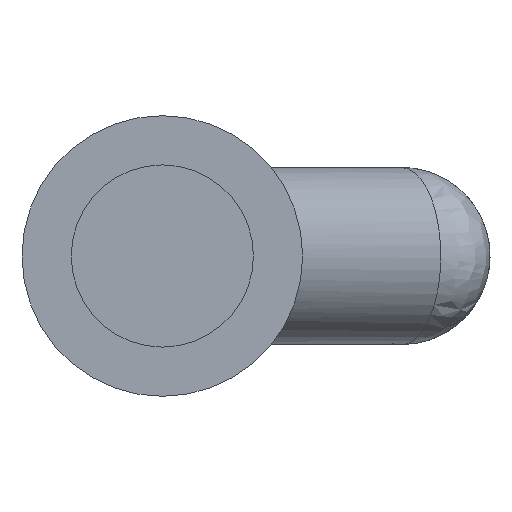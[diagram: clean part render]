
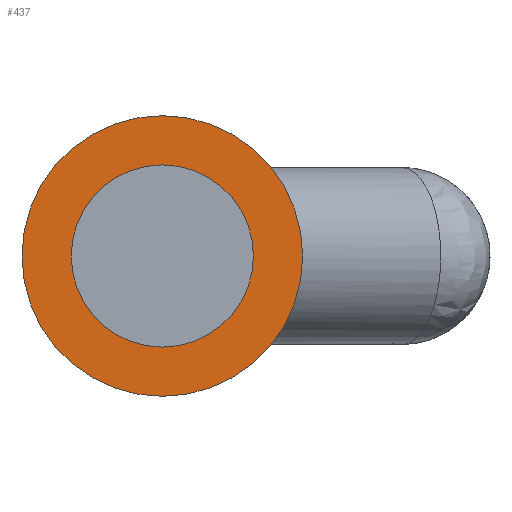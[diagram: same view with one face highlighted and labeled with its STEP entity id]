
A CAD part, left-side view. The second image highlights one B-rep face of the part: STEP entity #437.
In plain terms, the highlighted planar face has unit normal (-1, 0, 0).
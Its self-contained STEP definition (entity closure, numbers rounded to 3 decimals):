
#18=FACE_BOUND('',#167,.T.);
#27=PLANE('',#506);
#99=CIRCLE('',#505,2.85);
#100=CIRCLE('',#507,1.85);
#132=FACE_OUTER_BOUND('',#166,.T.);
#166=EDGE_LOOP('',(#394));
#167=EDGE_LOOP('',(#395));
#215=VERTEX_POINT('',#1499);
#216=VERTEX_POINT('',#1503);
#274=EDGE_CURVE('',#215,#215,#99,.T.);
#276=EDGE_CURVE('',#216,#216,#100,.T.);
#394=ORIENTED_EDGE('',*,*,#274,.T.);
#395=ORIENTED_EDGE('',*,*,#276,.F.);
#437=ADVANCED_FACE('',(#132,#18),#27,.T.);
#505=AXIS2_PLACEMENT_3D('',#1500,#626,#627);
#506=AXIS2_PLACEMENT_3D('',#1502,#629,#630);
#507=AXIS2_PLACEMENT_3D('',#1504,#631,#632);
#626=DIRECTION('center_axis',(-1.,0.,0.));
#627=DIRECTION('ref_axis',(0.,0.,-1.));
#629=DIRECTION('center_axis',(-1.,0.,0.));
#630=DIRECTION('ref_axis',(0.,0.,-1.));
#631=DIRECTION('center_axis',(-1.,0.,0.));
#632=DIRECTION('ref_axis',(0.,0.,-1.));
#1499=CARTESIAN_POINT('',(-49.85,-4.,2.85));
#1500=CARTESIAN_POINT('Origin',(-49.85,-4.,0.));
#1502=CARTESIAN_POINT('Origin',(-49.85,-4.,-1.85));
#1503=CARTESIAN_POINT('',(-49.85,-4.,1.85));
#1504=CARTESIAN_POINT('Origin',(-49.85,-4.,0.));
